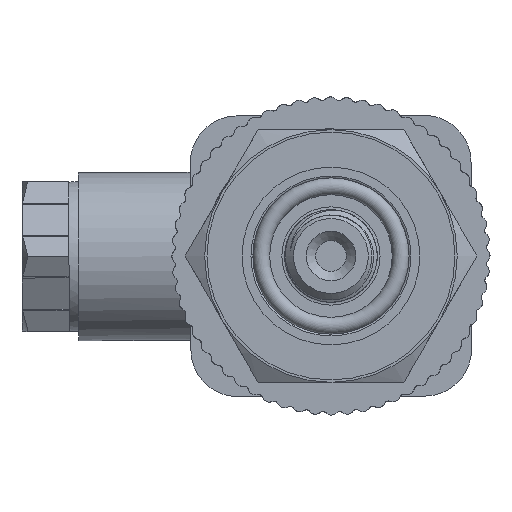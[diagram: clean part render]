
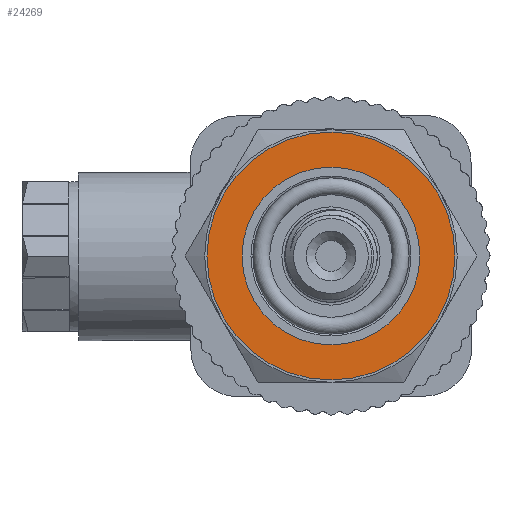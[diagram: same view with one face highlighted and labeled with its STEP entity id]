
A CAD part, left-side view. The second image highlights one B-rep face of the part: STEP entity #24269.
In plain terms, the highlighted planar face has unit normal (-1, 0, 0).
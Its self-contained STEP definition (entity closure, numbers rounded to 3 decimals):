
#835=PLANE('',#25581);
#1496=FACE_BOUND('',#3321,.T.);
#1952=FACE_OUTER_BOUND('',#3320,.T.);
#3320=EDGE_LOOP('',(#18026));
#3321=EDGE_LOOP('',(#18027));
#4563=CIRCLE('',#25565,13.25);
#4572=CIRCLE('',#25580,9.5);
#10632=VERTEX_POINT('',#49000);
#10642=VERTEX_POINT('',#50495);
#13404=EDGE_CURVE('',#10632,#10632,#4563,.T.);
#13424=EDGE_CURVE('',#10642,#10642,#4572,.T.);
#18026=ORIENTED_EDGE('',*,*,#13404,.T.);
#18027=ORIENTED_EDGE('',*,*,#13424,.T.);
#24269=ADVANCED_FACE('',(#1952,#1496),#835,.T.);
#25565=AXIS2_PLACEMENT_3D('',#49001,#27539,#27540);
#25580=AXIS2_PLACEMENT_3D('',#50496,#27572,#27573);
#25581=AXIS2_PLACEMENT_3D('',#50498,#27575,#27576);
#27539=DIRECTION('center_axis',(-1.,0.,0.));
#27540=DIRECTION('ref_axis',(0.,1.,0.));
#27572=DIRECTION('center_axis',(1.,0.,0.));
#27573=DIRECTION('ref_axis',(0.,0.,-1.));
#27575=DIRECTION('center_axis',(-1.,0.,0.));
#27576=DIRECTION('ref_axis',(0.,0.,1.));
#49000=CARTESIAN_POINT('',(-48.,-13.25,0.));
#49001=CARTESIAN_POINT('Origin',(-48.,0.,0.));
#50495=CARTESIAN_POINT('',(-48.,-9.5,0.));
#50496=CARTESIAN_POINT('Origin',(-48.,0.,0.));
#50498=CARTESIAN_POINT('Origin',(-48.,13.5,0.));
